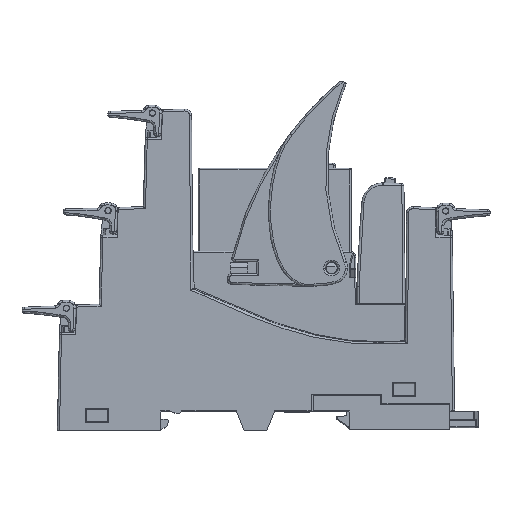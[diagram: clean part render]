
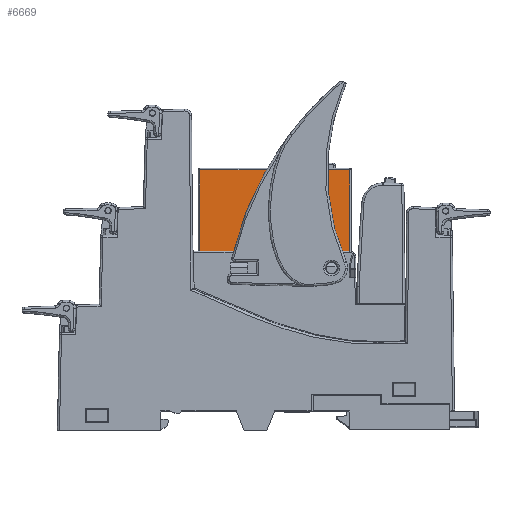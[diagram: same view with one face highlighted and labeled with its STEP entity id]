
A CAD part, top view. The second image highlights one B-rep face of the part: STEP entity #6669.
In plain terms, the highlighted face is planar.
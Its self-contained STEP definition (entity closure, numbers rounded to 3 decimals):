
#1229 = ORIENTED_EDGE ( 'NONE', *, *, #27928, .T. ) ;
#1616 = DIRECTION ( 'NONE',  ( 1., 0., 0. ) ) ;
#1828 = CARTESIAN_POINT ( 'NONE',  ( 14.5, 6.35, 15.4 ) ) ;
#6061 = VECTOR ( 'NONE', #14518, 1000. ) ;
#6165 = VERTEX_POINT ( 'NONE', #31398 ) ;
#6669 = ADVANCED_FACE ( 'NONE', ( #26819 ), #61465, .F. ) ;
#7762 = ORIENTED_EDGE ( 'NONE', *, *, #16932, .T. ) ;
#9156 = LINE ( 'NONE', #54501, #47945 ) ;
#10223 = CARTESIAN_POINT ( 'NONE',  ( -14.2, 6.35, 15.4 ) ) ;
#12398 = CARTESIAN_POINT ( 'NONE',  ( -14.5, 6.35, 0. ) ) ;
#14176 = DIRECTION ( 'NONE',  ( 0., 0., -1. ) ) ;
#14518 = DIRECTION ( 'NONE',  ( 0., 0., 1. ) ) ;
#15076 = DIRECTION ( 'NONE',  ( 0., -1., 0. ) ) ;
#16932 = EDGE_CURVE ( 'NONE', #52895, #19721, #9156, .T. ) ;
#17903 = VECTOR ( 'NONE', #1616, 1000. ) ;
#19721 = VERTEX_POINT ( 'NONE', #35858 ) ;
#25455 = LINE ( 'NONE', #51020, #6061 ) ;
#26819 = FACE_OUTER_BOUND ( 'NONE', #58859, .T. ) ;
#27928 = EDGE_CURVE ( 'NONE', #19721, #6165, #34795, .T. ) ;
#29890 = AXIS2_PLACEMENT_3D ( 'NONE', #66430, #15076, #62145 ) ;
#31398 = CARTESIAN_POINT ( 'NONE',  ( -14.2, 6.35, 0. ) ) ;
#31861 = EDGE_CURVE ( 'NONE', #6165, #52173, #25455, .T. ) ;
#34057 = EDGE_CURVE ( 'NONE', #52173, #52895, #61432, .T. ) ;
#34795 = LINE ( 'NONE', #12398, #54058 ) ;
#35858 = CARTESIAN_POINT ( 'NONE',  ( 14.2, 6.35, 0. ) ) ;
#43107 = DIRECTION ( 'NONE',  ( -1., 0., 0. ) ) ;
#47945 = VECTOR ( 'NONE', #14176, 1000. ) ;
#51020 = CARTESIAN_POINT ( 'NONE',  ( -14.2, 6.35, 15.7 ) ) ;
#52173 = VERTEX_POINT ( 'NONE', #10223 ) ;
#52895 = VERTEX_POINT ( 'NONE', #53807 ) ;
#53807 = CARTESIAN_POINT ( 'NONE',  ( 14.2, 6.35, 15.4 ) ) ;
#54058 = VECTOR ( 'NONE', #43107, 1000. ) ;
#54501 = CARTESIAN_POINT ( 'NONE',  ( 14.2, 6.35, 15.7 ) ) ;
#58112 = ORIENTED_EDGE ( 'NONE', *, *, #31861, .T. ) ;
#58859 = EDGE_LOOP ( 'NONE', ( #63062, #7762, #1229, #58112 ) ) ;
#61432 = LINE ( 'NONE', #1828, #17903 ) ;
#61465 = PLANE ( 'NONE',  #29890 ) ;
#62145 = DIRECTION ( 'NONE',  ( 0., 0., -1. ) ) ;
#63062 = ORIENTED_EDGE ( 'NONE', *, *, #34057, .T. ) ;
#66430 = CARTESIAN_POINT ( 'NONE',  ( -14.5, 6.35, 15.7 ) ) ;
